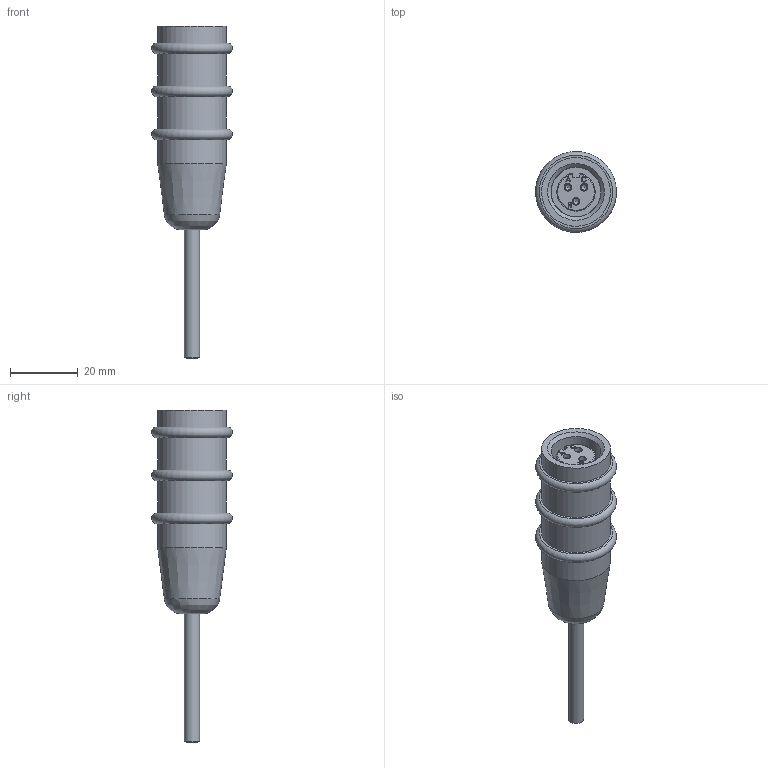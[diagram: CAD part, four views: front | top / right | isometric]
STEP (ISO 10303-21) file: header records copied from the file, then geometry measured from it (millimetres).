
FILE_DESCRIPTION(/* description */ (''),/* implementation_level */ '2;1');
FILE_NAME(/* name */ 'B3A.stp',/* time_stamp */ '2017-05-03T11:46:15-04:00',/* author */ ('aneininger'),/* organization */ (''),/* preprocessor_version */ 'ST-DEVELOPER v16.5',/* originating_system */ 'Autodesk Inventor 2017',/* authorisation */ '');
FILE_SCHEMA (('AUTOMOTIVE_DESIGN { 1 0 10303 214 3 1 1 }'));
Length unit declared in the file: inch
Products named in the file (1): B3A
Bounding box: 23.85 x 23.85 x 98 mm (x, y, z)
Volume: 17910 mm3; surface area: 6805.8 mm2
Topology: 1 solids, 1 shells, 344 faces, 615 edges, 334 vertices
Faces by surface type: cylinder 164, plane 146, bspline 22, torus 7, cone 5
Full cylindrical faces by diameter (mm): 0.127 x6, 0.128 x13, 0.203 x36, 1.448 x3, 1.727 x3, 2.286 x3, 3.2 x1, 3.353 x1, 4.47 x1, 14.605 x1, 14.732 x1, 20.32 x4
Entity records: 8591 total; most frequent: CARTESIAN_POINT 1620, DIRECTION 1500, ORIENTED_EDGE 1206, AXIS2_PLACEMENT_3D 673, EDGE_CURVE 545, EDGE_LOOP 468, CIRCLE 346, FACE_OUTER_BOUND 344
